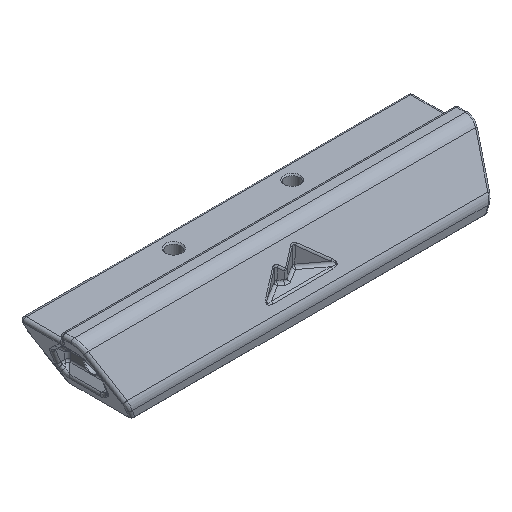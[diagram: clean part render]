
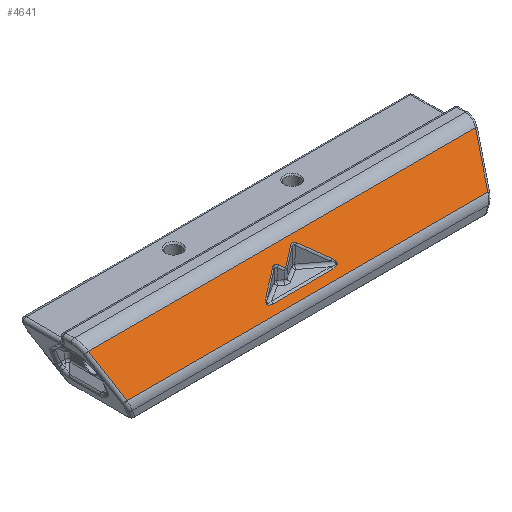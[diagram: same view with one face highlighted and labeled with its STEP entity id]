
A CAD part, isometric view. The second image highlights one B-rep face of the part: STEP entity #4641.
In plain terms, the highlighted planar face has unit normal (0, -0.819, 0.574).
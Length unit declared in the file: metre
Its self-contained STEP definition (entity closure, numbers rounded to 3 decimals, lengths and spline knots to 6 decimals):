
#132=ELLIPSE('',#5031,0.005596,0.002);
#133=ELLIPSE('',#5032,0.003464,0.002);
#134=ELLIPSE('',#5033,0.003464,0.002);
#135=ELLIPSE('',#5034,0.005596,0.002);
#779=ORIENTED_EDGE('',*,*,#2163,.F.);
#780=ORIENTED_EDGE('',*,*,#2164,.T.);
#781=ORIENTED_EDGE('',*,*,#2165,.F.);
#782=ORIENTED_EDGE('',*,*,#2166,.T.);
#783=ORIENTED_EDGE('',*,*,#2167,.T.);
#784=ORIENTED_EDGE('',*,*,#2168,.T.);
#785=ORIENTED_EDGE('',*,*,#2169,.T.);
#786=ORIENTED_EDGE('',*,*,#2170,.F.);
#787=ORIENTED_EDGE('',*,*,#2171,.T.);
#788=ORIENTED_EDGE('',*,*,#2172,.T.);
#789=ORIENTED_EDGE('',*,*,#2173,.F.);
#790=ORIENTED_EDGE('',*,*,#2174,.T.);
#791=ORIENTED_EDGE('',*,*,#2175,.T.);
#2163=EDGE_CURVE('',#2843,#2844,#3210,.F.);
#2164=EDGE_CURVE('',#2843,#2845,#3211,.F.);
#2165=EDGE_CURVE('',#2846,#2845,#3212,.F.);
#2166=EDGE_CURVE('',#2846,#2844,#3213,.F.);
#2167=EDGE_CURVE('',#2847,#2848,#3214,.F.);
#2168=EDGE_CURVE('',#2848,#2849,#132,.F.);
#2169=EDGE_CURVE('',#2849,#2850,#3215,.F.);
#2170=EDGE_CURVE('',#2851,#2850,#133,.T.);
#2171=EDGE_CURVE('',#2851,#2852,#3216,.F.);
#2172=EDGE_CURVE('',#2852,#2853,#3217,.F.);
#2173=EDGE_CURVE('',#2854,#2853,#134,.T.);
#2174=EDGE_CURVE('',#2854,#2855,#3218,.F.);
#2175=EDGE_CURVE('',#2855,#2847,#135,.F.);
#2843=VERTEX_POINT('',#7422);
#2844=VERTEX_POINT('',#7423);
#2845=VERTEX_POINT('',#7425);
#2846=VERTEX_POINT('',#7427);
#2847=VERTEX_POINT('',#7430);
#2848=VERTEX_POINT('',#7431);
#2849=VERTEX_POINT('',#7433);
#2850=VERTEX_POINT('',#7435);
#2851=VERTEX_POINT('',#7437);
#2852=VERTEX_POINT('',#7439);
#2853=VERTEX_POINT('',#7441);
#2854=VERTEX_POINT('',#7443);
#2855=VERTEX_POINT('',#7445);
#3210=LINE('',#7421,#3573);
#3211=LINE('',#7424,#3574);
#3212=LINE('',#7426,#3575);
#3213=LINE('',#7428,#3576);
#3214=LINE('',#7429,#3577);
#3215=LINE('',#7434,#3578);
#3216=LINE('',#7438,#3579);
#3217=LINE('',#7440,#3580);
#3218=LINE('',#7444,#3581);
#3573=VECTOR('',#5819,1.);
#3574=VECTOR('',#5820,1.);
#3575=VECTOR('',#5821,1.);
#3576=VECTOR('',#5822,1.);
#3577=VECTOR('',#5823,1.);
#3578=VECTOR('',#5826,1.);
#3579=VECTOR('',#5829,1.);
#3580=VECTOR('',#5830,1.);
#3581=VECTOR('',#5833,1.);
#3852=EDGE_LOOP('',(#779,#780,#781,#782));
#3853=EDGE_LOOP('',(#783,#784,#785,#786,#787,#788,#789,#790,#791));
#4197=FACE_BOUND('',#3852,.T.);
#4198=FACE_BOUND('',#3853,.T.);
#4529=PLANE('',#5030);
#4641=ADVANCED_FACE('',(#4197,#4198),#4529,.T.);
#5030=AXIS2_PLACEMENT_3D('',#7420,#5817,#5818);
#5031=AXIS2_PLACEMENT_3D('',#7432,#5824,#5825);
#5032=AXIS2_PLACEMENT_3D('',#7436,#5827,#5828);
#5033=AXIS2_PLACEMENT_3D('',#7442,#5831,#5832);
#5034=AXIS2_PLACEMENT_3D('',#7446,#5834,#5835);
#5817=DIRECTION('',(0.,-0.819,0.574));
#5818=DIRECTION('',(1.,0.,0.));
#5819=DIRECTION('',(-1.,0.,0.));
#5820=DIRECTION('',(-0.286,0.55,0.785));
#5821=DIRECTION('',(1.,0.,0.));
#5822=DIRECTION('',(-0.286,-0.55,-0.785));
#5823=DIRECTION('',(1.,0.,0.));
#5824=DIRECTION('',(0.,-0.819,0.574));
#5825=DIRECTION('',(0.924,0.219,0.313));
#5826=DIRECTION('',(-0.707,-0.406,-0.579));
#5827=DIRECTION('',(0.,-0.819,0.574));
#5828=DIRECTION('',(0.,-0.574,-0.819));
#5829=DIRECTION('',(-0.707,0.406,0.579));
#5830=DIRECTION('',(-0.707,-0.406,-0.579));
#5831=DIRECTION('',(0.,-0.819,0.574));
#5832=DIRECTION('',(0.,-0.574,-0.819));
#5833=DIRECTION('',(-0.707,0.406,0.579));
#5834=DIRECTION('',(0.,-0.819,0.574));
#5835=DIRECTION('',(-0.924,0.219,0.313));
#7420=CARTESIAN_POINT('',(0.,-0.155,0.02));
#7421=CARTESIAN_POINT('',(0.,-0.156493,0.017868));
#7422=CARTESIAN_POINT('',(-0.06523,-0.156493,0.017868));
#7423=CARTESIAN_POINT('',(0.06523,-0.156493,0.017868));
#7424=CARTESIAN_POINT('',(-0.060618,-0.165366,0.005195));
#7425=CARTESIAN_POINT('',(-0.060759,-0.165096,0.005582));
#7426=CARTESIAN_POINT('',(-0.166,-0.165096,0.005582));
#7427=CARTESIAN_POINT('',(0.060759,-0.165096,0.005582));
#7428=CARTESIAN_POINT('',(0.060618,-0.165366,0.005195));
#7429=CARTESIAN_POINT('',(0.,-0.163613,0.0077));
#7430=CARTESIAN_POINT('',(0.010086,-0.163613,0.0077));
#7431=CARTESIAN_POINT('',(-0.010086,-0.163613,0.0077));
#7432=CARTESIAN_POINT('',(-0.006672,-0.16199,0.010017));
#7433=CARTESIAN_POINT('',(-0.011086,-0.162228,0.009678));
#7434=CARTESIAN_POINT('',(0.000758,-0.155435,0.019379));
#7435=CARTESIAN_POINT('',(-0.006,-0.159311,0.013844));
#7436=CARTESIAN_POINT('',(-0.005,-0.161032,0.011386));
#7437=CARTESIAN_POINT('',(-0.004,-0.159311,0.013844));
#7438=CARTESIAN_POINT('',(-0.005758,-0.158303,0.015283));
#7439=CARTESIAN_POINT('',(-0.0025,-0.160171,0.012615));
#7440=CARTESIAN_POINT('',(0.003258,-0.156869,0.017331));
#7441=CARTESIAN_POINT('',(0.0015,-0.157877,0.015891));
#7442=CARTESIAN_POINT('',(0.0025,-0.159598,0.013434));
#7443=CARTESIAN_POINT('',(0.0035,-0.157877,0.015891));
#7444=CARTESIAN_POINT('',(-0.000758,-0.155435,0.019379));
#7445=CARTESIAN_POINT('',(0.011086,-0.162228,0.009678));
#7446=CARTESIAN_POINT('',(0.006672,-0.16199,0.010017));
